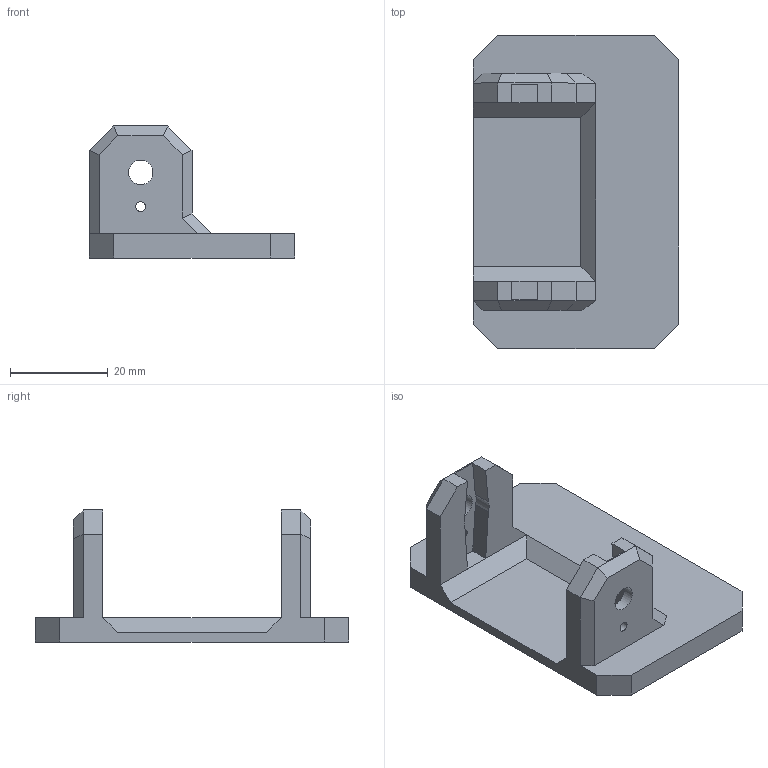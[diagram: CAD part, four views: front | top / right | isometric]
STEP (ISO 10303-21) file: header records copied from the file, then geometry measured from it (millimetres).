
FILE_DESCRIPTION(/* description */ (''),/* implementation_level */ '2;1');
FILE_NAME(/* name */ 'FootV9.step',/* time_stamp */ '2019-10-27T21:58:36+03:00',/* author */ (''),/* organization */ (''),/* preprocessor_version */ 'ST-DEVELOPER v18',/* originating_system */ 'Autodesk Translation Framework v8.6.0.1094',/* authorisation */ '');
FILE_SCHEMA (('AUTOMOTIVE_DESIGN { 1 0 10303 214 3 1 1 }'));
Length unit declared in the file: millimetre
Products named in the file (1): (Unsaved)
Bounding box: 42 x 64 x 27 mm (x, y, z)
Volume: 14812.9 mm3; surface area: 8687.6 mm2
Topology: 1 solids, 1 shells, 62 faces, 166 edges, 106 vertices
Faces by surface type: plane 54, cylinder 8
Full cylindrical faces by diameter (mm): 2 x2, 5 x2
Entity records: 1947 total; most frequent: CARTESIAN_POINT 335, ORIENTED_EDGE 332, DIRECTION 312, EDGE_CURVE 166, LINE 146, VECTOR 146, VERTEX_POINT 106, AXIS2_PLACEMENT_3D 83
